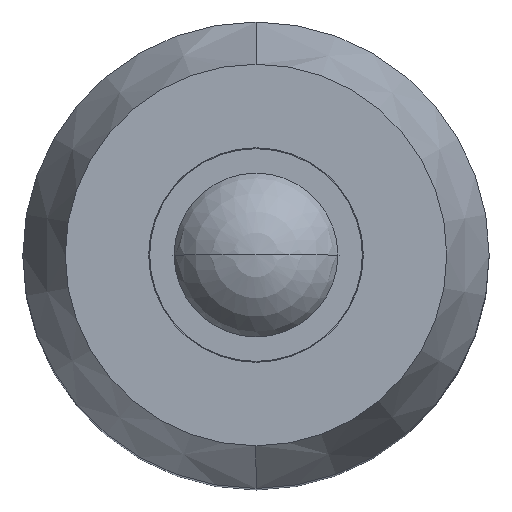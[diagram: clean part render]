
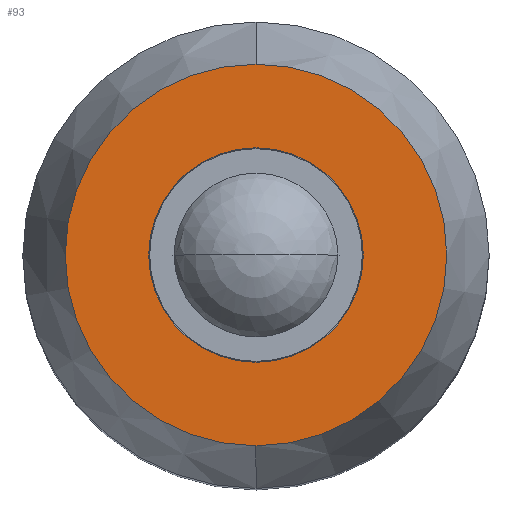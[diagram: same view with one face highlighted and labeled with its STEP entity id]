
A CAD part, top view. The second image highlights one B-rep face of the part: STEP entity #93.
In plain terms, the highlighted planar face has unit normal (0, 0, 1).
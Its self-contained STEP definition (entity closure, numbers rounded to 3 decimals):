
#93=ADVANCED_FACE('',(#178,#179),#180,.T.);
#178=FACE_BOUND('',#268,.T.);
#179=FACE_OUTER_BOUND('',#269,.T.);
#180=PLANE('',#270);
#268=EDGE_LOOP('',(#422,#423));
#269=EDGE_LOOP('',(#424,#425));
#270=AXIS2_PLACEMENT_3D('',#426,#427,#428);
#422=ORIENTED_EDGE('',*,*,#510,.T.);
#423=ORIENTED_EDGE('',*,*,#515,.T.);
#424=ORIENTED_EDGE('',*,*,#534,.T.);
#425=ORIENTED_EDGE('',*,*,#496,.T.);
#426=CARTESIAN_POINT('',(0.0,0.0,12.0));
#427=DIRECTION('',(0.0,0.0,1.0));
#428=DIRECTION('',(1.0,0.0,0.0));
#496=EDGE_CURVE('',#575,#573,#576,.T.);
#510=EDGE_CURVE('',#600,#597,#601,.T.);
#515=EDGE_CURVE('',#597,#600,#607,.T.);
#534=EDGE_CURVE('',#573,#575,#630,.T.);
#573=VERTEX_POINT('',#681);
#575=VERTEX_POINT('',#684);
#576=CIRCLE('',#685,2.045);
#597=VERTEX_POINT('',#727);
#600=VERTEX_POINT('',#731);
#601=CIRCLE('',#732,1.15);
#607=CIRCLE('',#739,1.15);
#630=CIRCLE('',#784,2.045);
#681=CARTESIAN_POINT('',(0.0,2.045,12.0));
#684=CARTESIAN_POINT('',(0.,-2.045,12.0));
#685=AXIS2_PLACEMENT_3D('',#836,#837,#838);
#727=CARTESIAN_POINT('',(1.15,0.,12.0));
#731=CARTESIAN_POINT('',(-1.15,0.,12.0));
#732=AXIS2_PLACEMENT_3D('',#858,#859,#860);
#739=AXIS2_PLACEMENT_3D('',#868,#869,#870);
#784=AXIS2_PLACEMENT_3D('',#890,#891,#892);
#836=CARTESIAN_POINT('',(0.0,0.0,12.0));
#837=DIRECTION('',(0.0,-0.0,1.0));
#838=DIRECTION('',(0.0,1.0,0.0));
#858=CARTESIAN_POINT('',(0.0,0.0,12.0));
#859=DIRECTION('',(0.0,0.0,-1.0));
#860=DIRECTION('',(1.0,0.0,0.0));
#868=CARTESIAN_POINT('',(0.0,0.0,12.0));
#869=DIRECTION('',(0.0,0.0,-1.0));
#870=DIRECTION('',(1.0,0.0,0.0));
#890=CARTESIAN_POINT('',(0.0,0.0,12.0));
#891=DIRECTION('',(0.0,-0.0,1.0));
#892=DIRECTION('',(0.0,1.0,0.0));
